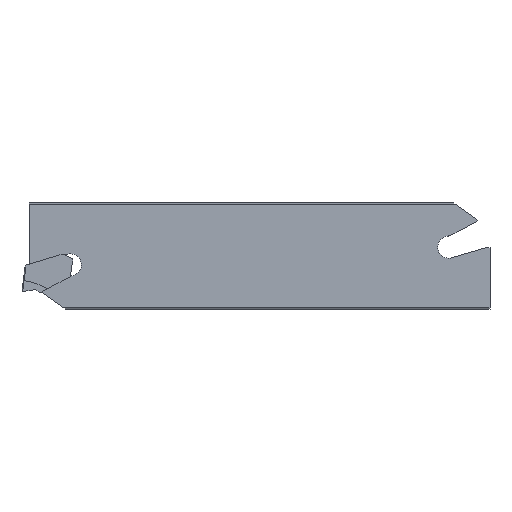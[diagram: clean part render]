
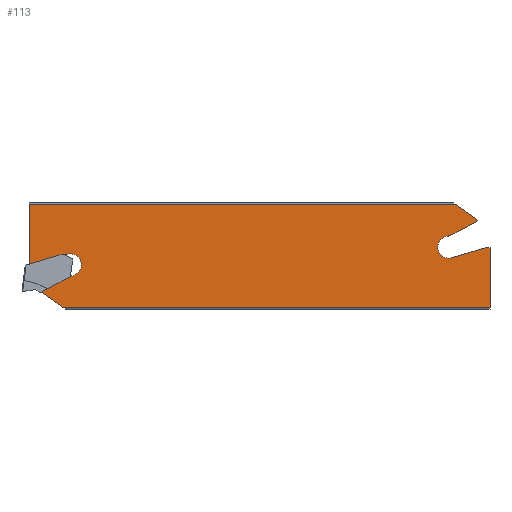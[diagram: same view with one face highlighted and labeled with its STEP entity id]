
A CAD part, top view. The second image highlights one B-rep face of the part: STEP entity #113.
In plain terms, the highlighted planar face has unit normal (0, 0, 1).
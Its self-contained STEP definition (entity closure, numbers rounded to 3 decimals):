
#83=CIRCLE('',#996,2.65);
#84=CIRCLE('',#997,2.65);
#113=ADVANCED_FACE('',(#195),#149,.T.);
#149=PLANE('',#998);
#195=FACE_OUTER_BOUND('',#243,.T.);
#243=EDGE_LOOP('',(#605,#606,#607,#608,#609,#610,#611,#612,#613,#614,#615,
#616,#617,#618,#619,#620,#621,#622));
#310=LINE('',#1431,#411);
#311=LINE('',#1434,#412);
#312=LINE('',#1436,#413);
#313=LINE('',#1438,#414);
#314=LINE('',#1442,#415);
#315=LINE('',#1444,#416);
#316=LINE('',#1446,#417);
#317=LINE('',#1448,#418);
#318=LINE('',#1450,#419);
#319=LINE('',#1452,#420);
#320=LINE('',#1454,#421);
#321=LINE('',#1456,#422);
#322=LINE('',#1460,#423);
#323=LINE('',#1462,#424);
#324=LINE('',#1464,#425);
#325=LINE('',#1466,#426);
#411=VECTOR('',#1167,1.);
#412=VECTOR('',#1168,1.);
#413=VECTOR('',#1169,1.);
#414=VECTOR('',#1170,1.);
#415=VECTOR('',#1173,1.);
#416=VECTOR('',#1174,1.);
#417=VECTOR('',#1175,1.);
#418=VECTOR('',#1176,1.);
#419=VECTOR('',#1177,1.);
#420=VECTOR('',#1178,1.);
#421=VECTOR('',#1179,1.);
#422=VECTOR('',#1180,1.);
#423=VECTOR('',#1183,1.);
#424=VECTOR('',#1184,1.);
#425=VECTOR('',#1185,1.);
#426=VECTOR('',#1186,1.);
#605=ORIENTED_EDGE('',*,*,#879,.F.);
#606=ORIENTED_EDGE('',*,*,#880,.F.);
#607=ORIENTED_EDGE('',*,*,#881,.T.);
#608=ORIENTED_EDGE('',*,*,#882,.T.);
#609=ORIENTED_EDGE('',*,*,#883,.T.);
#610=ORIENTED_EDGE('',*,*,#884,.T.);
#611=ORIENTED_EDGE('',*,*,#885,.T.);
#612=ORIENTED_EDGE('',*,*,#886,.T.);
#613=ORIENTED_EDGE('',*,*,#887,.T.);
#614=ORIENTED_EDGE('',*,*,#888,.T.);
#615=ORIENTED_EDGE('',*,*,#889,.F.);
#616=ORIENTED_EDGE('',*,*,#890,.T.);
#617=ORIENTED_EDGE('',*,*,#891,.T.);
#618=ORIENTED_EDGE('',*,*,#892,.T.);
#619=ORIENTED_EDGE('',*,*,#893,.T.);
#620=ORIENTED_EDGE('',*,*,#894,.T.);
#621=ORIENTED_EDGE('',*,*,#895,.T.);
#622=ORIENTED_EDGE('',*,*,#896,.T.);
#770=VERTEX_POINT('',#1432);
#771=VERTEX_POINT('',#1433);
#772=VERTEX_POINT('',#1435);
#773=VERTEX_POINT('',#1437);
#774=VERTEX_POINT('',#1439);
#775=VERTEX_POINT('',#1441);
#776=VERTEX_POINT('',#1443);
#777=VERTEX_POINT('',#1445);
#778=VERTEX_POINT('',#1447);
#779=VERTEX_POINT('',#1449);
#780=VERTEX_POINT('',#1451);
#781=VERTEX_POINT('',#1453);
#782=VERTEX_POINT('',#1455);
#783=VERTEX_POINT('',#1457);
#784=VERTEX_POINT('',#1459);
#785=VERTEX_POINT('',#1461);
#786=VERTEX_POINT('',#1463);
#787=VERTEX_POINT('',#1465);
#879=EDGE_CURVE('',#770,#771,#310,.T.);
#880=EDGE_CURVE('',#772,#770,#311,.T.);
#881=EDGE_CURVE('',#772,#773,#312,.T.);
#882=EDGE_CURVE('',#773,#774,#313,.T.);
#883=EDGE_CURVE('',#774,#775,#83,.T.);
#884=EDGE_CURVE('',#775,#776,#314,.T.);
#885=EDGE_CURVE('',#776,#777,#315,.T.);
#886=EDGE_CURVE('',#777,#778,#316,.T.);
#887=EDGE_CURVE('',#778,#779,#317,.T.);
#888=EDGE_CURVE('',#779,#780,#318,.T.);
#889=EDGE_CURVE('',#781,#780,#319,.T.);
#890=EDGE_CURVE('',#781,#782,#320,.T.);
#891=EDGE_CURVE('',#782,#783,#321,.T.);
#892=EDGE_CURVE('',#783,#784,#84,.T.);
#893=EDGE_CURVE('',#784,#785,#322,.T.);
#894=EDGE_CURVE('',#785,#786,#323,.T.);
#895=EDGE_CURVE('',#786,#787,#324,.T.);
#896=EDGE_CURVE('',#787,#771,#325,.T.);
#996=AXIS2_PLACEMENT_3D('',#1440,#1171,#1172);
#997=AXIS2_PLACEMENT_3D('',#1458,#1181,#1182);
#998=AXIS2_PLACEMENT_3D('',#1467,#1187,#1188);
#1167=DIRECTION('',(-1.,0.,0.));
#1168=DIRECTION('',(0.,-1.,0.));
#1169=DIRECTION('',(-0.972,0.235,0.));
#1170=DIRECTION('',(-0.959,-0.282,0.));
#1171=DIRECTION('',(0.,0.,-1.));
#1172=DIRECTION('',(0.,1.,0.));
#1173=DIRECTION('',(0.992,0.129,0.));
#1174=DIRECTION('',(0.88,0.476,0.));
#1175=DIRECTION('',(-0.423,0.906,0.));
#1176=DIRECTION('',(-0.819,0.574,0.));
#1177=DIRECTION('',(-1.,0.,0.));
#1178=DIRECTION('',(0.,1.,0.));
#1179=DIRECTION('',(0.972,-0.235,0.));
#1180=DIRECTION('',(0.959,0.282,0.));
#1181=DIRECTION('',(0.,0.,-1.));
#1182=DIRECTION('',(0.,-1.,0.));
#1183=DIRECTION('',(-0.992,-0.129,0.));
#1184=DIRECTION('',(-0.88,-0.476,0.));
#1185=DIRECTION('',(0.423,-0.906,0.));
#1186=DIRECTION('',(0.819,-0.574,0.));
#1187=DIRECTION('',(0.,0.,1.));
#1188=DIRECTION('',(0.,-1.,0.));
#1431=CARTESIAN_POINT('',(110.,-4.035,2.75));
#1432=CARTESIAN_POINT('',(111.7,-4.035,2.75));
#1433=CARTESIAN_POINT('',(10.024,-4.035,2.75));
#1434=CARTESIAN_POINT('',(111.7,20.678,2.75));
#1435=CARTESIAN_POINT('',(111.7,10.298,2.75));
#1436=CARTESIAN_POINT('',(7.016,35.624,2.75));
#1437=CARTESIAN_POINT('',(111.22,10.414,2.75));
#1438=CARTESIAN_POINT('',(112.991,10.935,2.75));
#1439=CARTESIAN_POINT('',(102.626,7.885,2.75));
#1440=CARTESIAN_POINT('',(101.878,10.427,2.75));
#1441=CARTESIAN_POINT('',(101.537,13.055,2.75));
#1442=CARTESIAN_POINT('',(101.537,13.055,2.75));
#1443=CARTESIAN_POINT('',(102.131,13.132,2.75));
#1444=CARTESIAN_POINT('',(102.131,13.132,2.75));
#1445=CARTESIAN_POINT('',(108.694,16.681,2.75));
#1446=CARTESIAN_POINT('',(88.357,60.295,2.75));
#1447=CARTESIAN_POINT('',(108.505,17.087,2.75));
#1448=CARTESIAN_POINT('',(111.7,14.85,2.75));
#1449=CARTESIAN_POINT('',(103.376,20.678,2.75));
#1450=CARTESIAN_POINT('',(110.,20.678,2.75));
#1451=CARTESIAN_POINT('',(1.7,20.678,2.75));
#1452=CARTESIAN_POINT('',(1.7,-4.035,2.75));
#1453=CARTESIAN_POINT('',(1.7,6.345,2.75));
#1454=CARTESIAN_POINT('',(106.384,-18.981,2.75));
#1455=CARTESIAN_POINT('',(2.18,6.229,2.75));
#1456=CARTESIAN_POINT('',(0.409,5.708,2.75));
#1457=CARTESIAN_POINT('',(10.774,8.758,2.75));
#1458=CARTESIAN_POINT('',(11.522,6.216,2.75));
#1459=CARTESIAN_POINT('',(11.863,3.588,2.75));
#1460=CARTESIAN_POINT('',(11.863,3.588,2.75));
#1461=CARTESIAN_POINT('',(11.269,3.511,2.75));
#1462=CARTESIAN_POINT('',(11.269,3.511,2.75));
#1463=CARTESIAN_POINT('',(4.706,-0.038,2.75));
#1464=CARTESIAN_POINT('',(25.043,-43.652,2.75));
#1465=CARTESIAN_POINT('',(4.895,-0.444,2.75));
#1466=CARTESIAN_POINT('',(1.7,1.793,2.75));
#1467=CARTESIAN_POINT('',(110.,-4.035,2.75));
